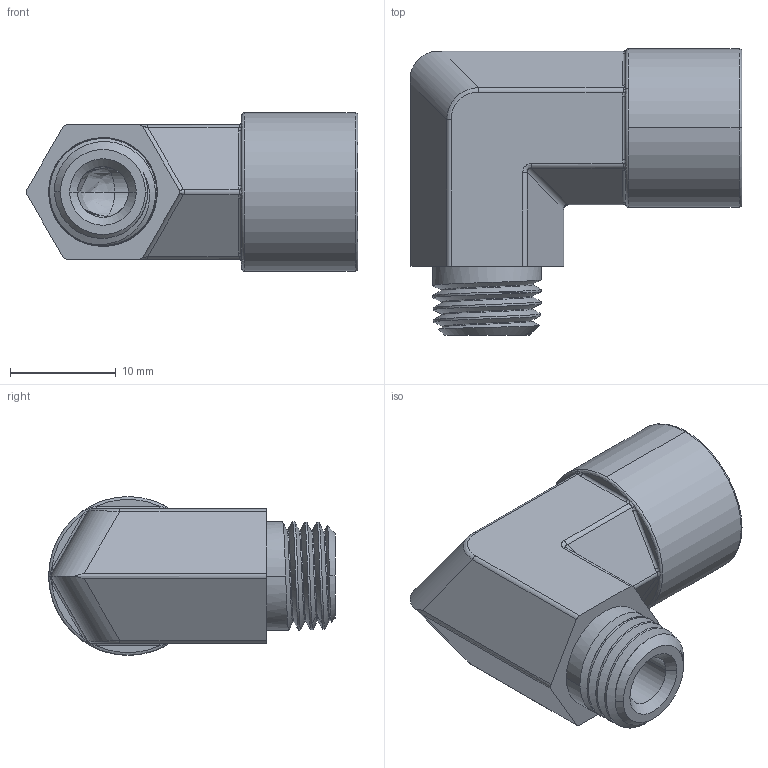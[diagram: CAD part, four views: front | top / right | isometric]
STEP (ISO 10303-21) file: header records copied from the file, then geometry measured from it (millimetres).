
FILE_DESCRIPTION((''),'2;1');
FILE_NAME('001_H-SLC_MASTER','2025-07-07T15:41:07',('Administrator'),(''),'CREO PARAMETRIC BY PTC INC, 2020184','CREO PARAMETRIC BY PTC INC, 2020184','');
FILE_SCHEMA(('AUTOMOTIVE_DESIGN { 1 0 10303 214 1 1 1 1 }'));
Length unit declared in the file: millimetre
Products named in the file (1): 001_H-SLC_MASTER
Bounding box: 31.36 x 27.1 x 15 mm (x, y, z)
Volume: 4660.6 mm3; surface area: 3340.8 mm2
Topology: 1 solids, 1 shells, 136 faces, 348 edges, 227 vertices
Faces by surface type: bspline 48, cylinder 32, cone 28, plane 24, torus 4
Entity records: 19396 total; most frequent: CARTESIAN_POINT 15317, ORIENTED_EDGE 676, DIRECTION 456, PRESENTATION_STYLE_ASSIGNMENT 350, STYLED_ITEM 350, CURVE_STYLE 349, EDGE_CURVE 338, VERTEX_POINT 206
